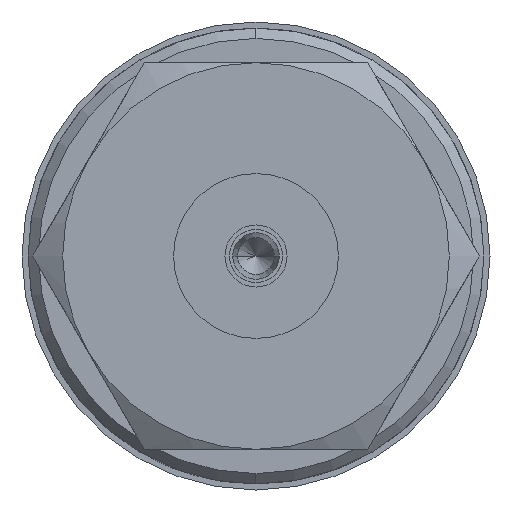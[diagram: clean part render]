
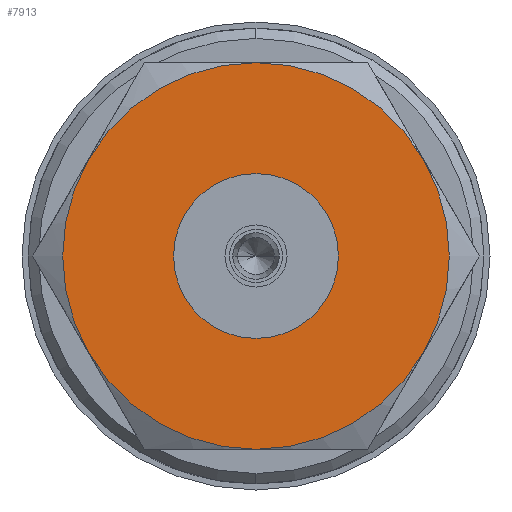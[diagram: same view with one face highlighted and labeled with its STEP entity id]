
A CAD part, left-side view. The second image highlights one B-rep face of the part: STEP entity #7913.
In plain terms, the highlighted planar face has unit normal (-1, 0, 0).
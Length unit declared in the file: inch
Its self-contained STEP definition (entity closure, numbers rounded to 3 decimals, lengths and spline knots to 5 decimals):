
#299 = DIRECTION ( 'NONE',  ( 0., 0., -1. ) ) ;
#485 = FACE_BOUND ( 'NONE', #3958, .T. ) ;
#777 = EDGE_CURVE ( 'NONE', #2420, #7037, #3235, .T. ) ;
#1095 = EDGE_CURVE ( 'NONE', #1202, #2905, #8596, .T. ) ;
#1170 = ORIENTED_EDGE ( 'NONE', *, *, #4405, .F. ) ;
#1202 = VERTEX_POINT ( 'NONE', #8658 ) ;
#1375 = CIRCLE ( 'NONE', #1670, 0.187 ) ;
#1554 = DIRECTION ( 'NONE',  ( 0., 0., 1. ) ) ;
#1571 = ORIENTED_EDGE ( 'NONE', *, *, #4185, .F. ) ;
#1648 = CARTESIAN_POINT ( 'NONE',  ( 0., 0.16195, 0.0935 ) ) ;
#1670 = AXIS2_PLACEMENT_3D ( 'NONE', #7700, #2774, #5756 ) ;
#1723 = AXIS2_PLACEMENT_3D ( 'NONE', #8885, #8018, #299 ) ;
#1833 = AXIS2_PLACEMENT_3D ( 'NONE', #5472, #4776, #3419 ) ;
#1941 = CARTESIAN_POINT ( 'NONE',  ( 0., 0., 0. ) ) ;
#2379 = DIRECTION ( 'NONE',  ( 0., 0., 1. ) ) ;
#2420 = VERTEX_POINT ( 'NONE', #2618 ) ;
#2464 = CARTESIAN_POINT ( 'NONE',  ( 0., 0., 0. ) ) ;
#2536 = CIRCLE ( 'NONE', #8181, 0.07972 ) ;
#2618 = CARTESIAN_POINT ( 'NONE',  ( 0., 0., 0.187 ) ) ;
#2730 = CARTESIAN_POINT ( 'NONE',  ( 0., -0.16195, -0.0935 ) ) ;
#2774 = DIRECTION ( 'NONE',  ( 1., 0., 0. ) ) ;
#2775 = FACE_OUTER_BOUND ( 'NONE', #5058, .T. ) ;
#2840 = DIRECTION ( 'NONE',  ( 1., 0., 0. ) ) ;
#2853 = ORIENTED_EDGE ( 'NONE', *, *, #1095, .F. ) ;
#2905 = VERTEX_POINT ( 'NONE', #2730 ) ;
#3235 = CIRCLE ( 'NONE', #7692, 0.187 ) ;
#3328 = PLANE ( 'NONE',  #4837 ) ;
#3419 = DIRECTION ( 'NONE',  ( 0., 0., -1. ) ) ;
#3443 = EDGE_CURVE ( 'NONE', #7911, #5601, #2536, .T. ) ;
#3457 = AXIS2_PLACEMENT_3D ( 'NONE', #8516, #2840, #5687 ) ;
#3557 = AXIS2_PLACEMENT_3D ( 'NONE', #5565, #7739, #4023 ) ;
#3958 = EDGE_LOOP ( 'NONE', ( #7580, #6529 ) ) ;
#4023 = DIRECTION ( 'NONE',  ( 0., 0., -1. ) ) ;
#4185 = EDGE_CURVE ( 'NONE', #4566, #7037, #1375, .T. ) ;
#4405 = EDGE_CURVE ( 'NONE', #2905, #4656, #5983, .T. ) ;
#4566 = VERTEX_POINT ( 'NONE', #4624 ) ;
#4624 = CARTESIAN_POINT ( 'NONE',  ( 0., 0.16195, -0.0935 ) ) ;
#4656 = VERTEX_POINT ( 'NONE', #6650 ) ;
#4776 = DIRECTION ( 'NONE',  ( 1., 0., 0. ) ) ;
#4778 = CARTESIAN_POINT ( 'NONE',  ( 0., 0., -0.07972 ) ) ;
#4807 = CIRCLE ( 'NONE', #1833, 0.187 ) ;
#4837 = AXIS2_PLACEMENT_3D ( 'NONE', #1941, #6169, #6218 ) ;
#4853 = EDGE_CURVE ( 'NONE', #4656, #4566, #4807, .T. ) ;
#4951 = CARTESIAN_POINT ( 'NONE',  ( 0., 0., 0. ) ) ;
#5058 = EDGE_LOOP ( 'NONE', ( #7951, #1170, #2853, #7384, #5271, #1571 ) ) ;
#5203 = EDGE_CURVE ( 'NONE', #5601, #7911, #5562, .T. ) ;
#5271 = ORIENTED_EDGE ( 'NONE', *, *, #777, .T. ) ;
#5432 = DIRECTION ( 'NONE',  ( -1., 0., 0. ) ) ;
#5472 = CARTESIAN_POINT ( 'NONE',  ( 0., 0., 0. ) ) ;
#5562 = CIRCLE ( 'NONE', #6747, 0.07972 ) ;
#5565 = CARTESIAN_POINT ( 'NONE',  ( 0., 0., 0. ) ) ;
#5601 = VERTEX_POINT ( 'NONE', #8492 ) ;
#5687 = DIRECTION ( 'NONE',  ( 0., 0., -1. ) ) ;
#5756 = DIRECTION ( 'NONE',  ( 0., 0., -1. ) ) ;
#5916 = DIRECTION ( 'NONE',  ( -1., 0., 0. ) ) ;
#5983 = CIRCLE ( 'NONE', #3457, 0.187 ) ;
#6169 = DIRECTION ( 'NONE',  ( 1., 0., 0. ) ) ;
#6218 = DIRECTION ( 'NONE',  ( 0., 0., -1. ) ) ;
#6529 = ORIENTED_EDGE ( 'NONE', *, *, #3443, .F. ) ;
#6650 = CARTESIAN_POINT ( 'NONE',  ( 0., 0., -0.187 ) ) ;
#6747 = AXIS2_PLACEMENT_3D ( 'NONE', #4951, #8431, #1554 ) ;
#6918 = DIRECTION ( 'NONE',  ( 0., 0., 1. ) ) ;
#7037 = VERTEX_POINT ( 'NONE', #1648 ) ;
#7384 = ORIENTED_EDGE ( 'NONE', *, *, #8198, .F. ) ;
#7580 = ORIENTED_EDGE ( 'NONE', *, *, #5203, .F. ) ;
#7692 = AXIS2_PLACEMENT_3D ( 'NONE', #2464, #5916, #2379 ) ;
#7700 = CARTESIAN_POINT ( 'NONE',  ( 0., 0., 0. ) ) ;
#7739 = DIRECTION ( 'NONE',  ( 1., 0., 0. ) ) ;
#7911 = VERTEX_POINT ( 'NONE', #4778 ) ;
#7913 = ADVANCED_FACE ( 'NONE', ( #485, #2775 ), #3328, .F. ) ;
#7951 = ORIENTED_EDGE ( 'NONE', *, *, #4853, .F. ) ;
#8018 = DIRECTION ( 'NONE',  ( 1., 0., 0. ) ) ;
#8181 = AXIS2_PLACEMENT_3D ( 'NONE', #9147, #5432, #6918 ) ;
#8198 = EDGE_CURVE ( 'NONE', #2420, #1202, #8688, .T. ) ;
#8431 = DIRECTION ( 'NONE',  ( -1., 0., 0. ) ) ;
#8492 = CARTESIAN_POINT ( 'NONE',  ( 0., 0., 0.07972 ) ) ;
#8516 = CARTESIAN_POINT ( 'NONE',  ( 0., 0., 0. ) ) ;
#8596 = CIRCLE ( 'NONE', #3557, 0.187 ) ;
#8658 = CARTESIAN_POINT ( 'NONE',  ( 0., -0.16195, 0.0935 ) ) ;
#8688 = CIRCLE ( 'NONE', #1723, 0.187 ) ;
#8885 = CARTESIAN_POINT ( 'NONE',  ( 0., 0., 0. ) ) ;
#9147 = CARTESIAN_POINT ( 'NONE',  ( 0., 0., 0. ) ) ;
